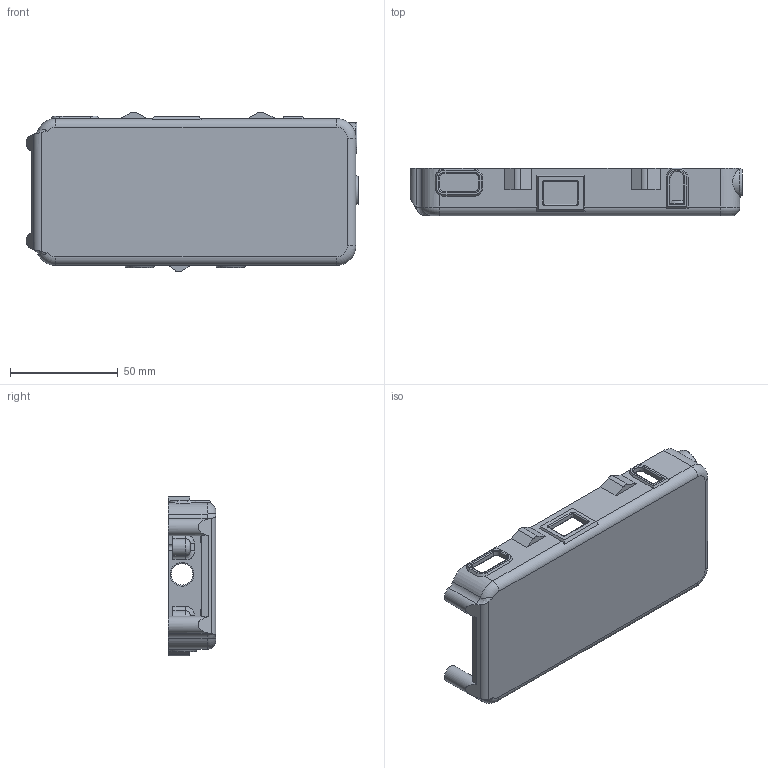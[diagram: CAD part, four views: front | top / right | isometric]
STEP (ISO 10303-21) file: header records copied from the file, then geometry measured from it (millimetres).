
FILE_DESCRIPTION(/* description */ (''),/* implementation_level */ '2;1');
FILE_NAME(/* name */ 'box.step',/* time_stamp */ '2018-01-28T15:37:42+11:00',/* author */ (''),/* organization */ (''),/* preprocessor_version */ 'ST-DEVELOPER v16.13',/* originating_system */ 'Autodesk Translation Framework v6.5.0.72',/* authorisation */ '');
FILE_SCHEMA (('AUTOMOTIVE_DESIGN { 1 0 10303 214 3 1 1 }'));
Length unit declared in the file: millimetre
Products named in the file (1): box
Bounding box: 153.74 x 22 x 74 mm (x, y, z)
Volume: 38443.9 mm3; surface area: 36476.2 mm2
Topology: 1 solids, 1 shells, 274 faces, 690 edges, 427 vertices
Faces by surface type: cylinder 103, plane 96, torus 41, bspline 21, cone 13
Full cylindrical faces by diameter (mm): 2.2 x11, 10 x4
Entity records: 9075 total; most frequent: CARTESIAN_POINT 2393, DIRECTION 1452, ORIENTED_EDGE 1380, EDGE_CURVE 690, AXIS2_PLACEMENT_3D 578, VERTEX_POINT 427, EDGE_LOOP 297, LINE 296
